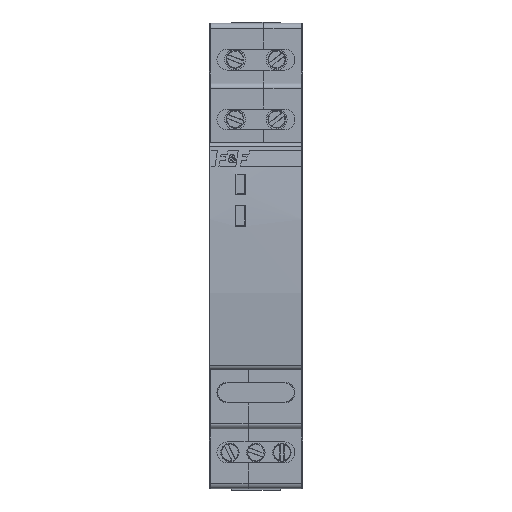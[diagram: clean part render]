
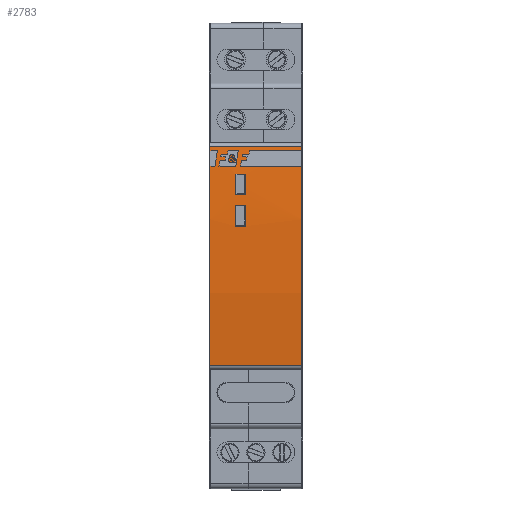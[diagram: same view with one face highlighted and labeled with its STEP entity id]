
A CAD part, front view. The second image highlights one B-rep face of the part: STEP entity #2783.
In plain terms, the highlighted cylindrical face has radius 180.874 mm (diameter 361.747 mm), a partial arc.
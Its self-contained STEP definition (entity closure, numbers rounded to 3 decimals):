
#2783=ADVANCED_FACE('',(#6508,#6510,#6512),#6514,.T.);
#6508=FACE_BOUND('',#6509,.T.);
#6509=EDGE_LOOP('',(#10606,#10607,#10608,#10609));
#6510=FACE_BOUND('',#6511,.T.);
#6511=EDGE_LOOP('',(#10610,#10611,#10612,#10613));
#6512=FACE_BOUND('',#6513,.T.);
#6513=EDGE_LOOP('',(#10614,#10615,#10616,#10617));
#6514=CYLINDRICAL_SURFACE('',#6515,180.874);
#6515=AXIS2_PLACEMENT_3D('',#6516,#6517,#6518);
#6516=CARTESIAN_POINT('',(0.,177.971,0.25));
#6517=DIRECTION('',(1.,0.,0.));
#6518=DIRECTION('',(0.,-0.993,0.12));
#10606=ORIENTED_EDGE('',*,*,#12996,.F.);
#10607=ORIENTED_EDGE('',*,*,#12997,.F.);
#10608=ORIENTED_EDGE('',*,*,#12998,.T.);
#10609=ORIENTED_EDGE('',*,*,#12999,.T.);
#10610=ORIENTED_EDGE('',*,*,#13000,.T.);
#10611=ORIENTED_EDGE('',*,*,#13001,.T.);
#10612=ORIENTED_EDGE('',*,*,#13002,.T.);
#10613=ORIENTED_EDGE('',*,*,#13003,.T.);
#10614=ORIENTED_EDGE('',*,*,#13004,.T.);
#10615=ORIENTED_EDGE('',*,*,#13005,.T.);
#10616=ORIENTED_EDGE('',*,*,#13006,.T.);
#10617=ORIENTED_EDGE('',*,*,#13007,.T.);
#12996=EDGE_CURVE('',#15526,#15527,#15528,.T.);
#12997=EDGE_CURVE('',#15529,#15526,#15530,.T.);
#12998=EDGE_CURVE('',#15529,#15531,#15532,.T.);
#12999=EDGE_CURVE('',#15531,#15527,#15533,.T.);
#13000=EDGE_CURVE('',#15534,#15535,#15536,.T.);
#13001=EDGE_CURVE('',#15535,#15537,#15538,.F.);
#13002=EDGE_CURVE('',#15537,#15539,#15540,.F.);
#13003=EDGE_CURVE('',#15539,#15534,#15541,.T.);
#13004=EDGE_CURVE('',#15542,#15543,#15544,.F.);
#13005=EDGE_CURVE('',#15543,#15545,#15546,.T.);
#13006=EDGE_CURVE('',#15545,#15547,#15548,.T.);
#13007=EDGE_CURVE('',#15547,#15542,#15549,.F.);
#15526=VERTEX_POINT('',#20909);
#15527=VERTEX_POINT('',#20910);
#15528=CIRCLE('',#20911,180.874);
#15529=VERTEX_POINT('',#20915);
#15530=LINE('',#20916,#20917);
#15531=VERTEX_POINT('',#20919);
#15532=CIRCLE('',#20920,180.874);
#15533=LINE('',#20924,#20925);
#15534=VERTEX_POINT('',#20927);
#15535=VERTEX_POINT('',#20928);
#15536=CIRCLE('',#20929,180.874);
#15537=VERTEX_POINT('',#20933);
#15538=LINE('',#20934,#20935);
#15539=VERTEX_POINT('',#20937);
#15540=CIRCLE('',#20938,180.874);
#15541=LINE('',#20942,#20943);
#15542=VERTEX_POINT('',#20945);
#15543=VERTEX_POINT('',#20946);
#15544=CIRCLE('',#20947,180.874);
#15545=VERTEX_POINT('',#20951);
#15546=LINE('',#20952,#20953);
#15547=VERTEX_POINT('',#20955);
#15548=CIRCLE('',#20956,180.874);
#15549=LINE('',#20960,#20961);
#20909=CARTESIAN_POINT('',(17.85,-1.664,21.382));
#20910=CARTESIAN_POINT('',(17.85,-1.664,-20.882));
#20911=AXIS2_PLACEMENT_3D('',#20912,#20913,#20914);
#20912=CARTESIAN_POINT('',(17.85,177.971,0.25));
#20913=DIRECTION('',(1.,0.,0.));
#20914=DIRECTION('',(0.,-0.993,0.117));
#20915=CARTESIAN_POINT('',(0.15,-1.664,21.382));
#20916=CARTESIAN_POINT('',(0.15,-1.664,21.382));
#20917=VECTOR('',#20918,1.);
#20918=DIRECTION('',(1.,0.,0.));
#20919=CARTESIAN_POINT('',(0.15,-1.664,-20.882));
#20920=AXIS2_PLACEMENT_3D('',#20921,#20922,#20923);
#20921=CARTESIAN_POINT('',(0.15,177.971,0.25));
#20922=DIRECTION('',(1.,0.,0.));
#20923=DIRECTION('',(0.,-0.993,0.117));
#20924=CARTESIAN_POINT('',(0.15,-1.664,-20.882));
#20925=VECTOR('',#20926,1.);
#20926=DIRECTION('',(1.,0.,0.));
#20927=CARTESIAN_POINT('',(7.,-2.216,16.));
#20928=CARTESIAN_POINT('',(7.,-2.521,12.));
#20929=AXIS2_PLACEMENT_3D('',#20930,#20931,#20932);
#20930=CARTESIAN_POINT('',(7.,177.971,0.25));
#20931=DIRECTION('',(1.,0.,0.));
#20932=DIRECTION('',(0.,-0.996,0.087));
#20933=CARTESIAN_POINT('',(5.,-2.521,12.));
#20934=CARTESIAN_POINT('',(5.,-2.521,12.));
#20935=VECTOR('',#20936,1.);
#20936=DIRECTION('',(1.,0.,0.));
#20937=CARTESIAN_POINT('',(5.,-2.216,16.));
#20938=AXIS2_PLACEMENT_3D('',#20939,#20940,#20941);
#20939=CARTESIAN_POINT('',(5.,177.971,0.25));
#20940=DIRECTION('',(1.,0.,0.));
#20941=DIRECTION('',(0.,-0.996,0.087));
#20942=CARTESIAN_POINT('',(5.,-2.216,16.));
#20943=VECTOR('',#20944,1.);
#20944=DIRECTION('',(1.,0.,0.));
#20945=CARTESIAN_POINT('',(5.,-2.812,6.));
#20946=CARTESIAN_POINT('',(5.,-2.64,10.));
#20947=AXIS2_PLACEMENT_3D('',#20948,#20949,#20950);
#20948=CARTESIAN_POINT('',(5.,177.971,0.25));
#20949=DIRECTION('',(1.,0.,0.));
#20950=DIRECTION('',(0.,-0.999,0.054));
#20951=CARTESIAN_POINT('',(7.,-2.64,10.));
#20952=CARTESIAN_POINT('',(5.,-2.64,10.));
#20953=VECTOR('',#20954,1.);
#20954=DIRECTION('',(1.,0.,0.));
#20955=CARTESIAN_POINT('',(7.,-2.812,6.));
#20956=AXIS2_PLACEMENT_3D('',#20957,#20958,#20959);
#20957=CARTESIAN_POINT('',(7.,177.971,0.25));
#20958=DIRECTION('',(1.,0.,0.));
#20959=DIRECTION('',(0.,-0.999,0.054));
#20960=CARTESIAN_POINT('',(5.,-2.812,6.));
#20961=VECTOR('',#20962,1.);
#20962=DIRECTION('',(1.,0.,0.));
